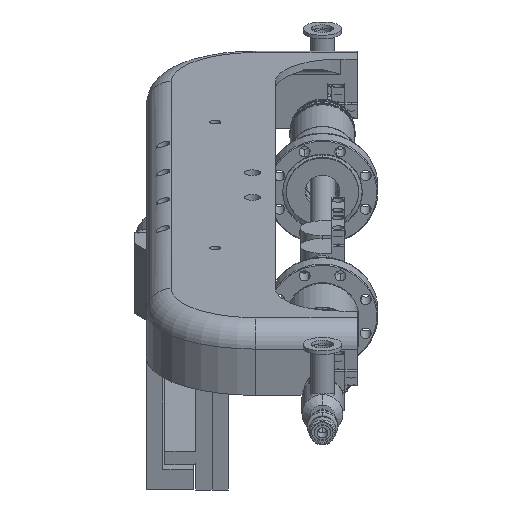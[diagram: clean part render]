
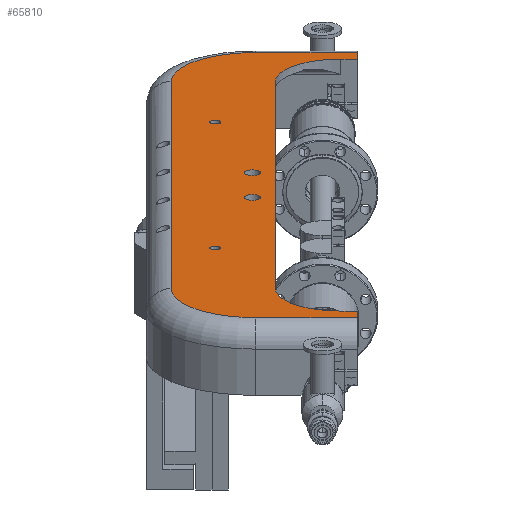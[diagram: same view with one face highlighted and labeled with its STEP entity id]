
A CAD part, front view. The second image highlights one B-rep face of the part: STEP entity #65810.
In plain terms, the highlighted face is planar.
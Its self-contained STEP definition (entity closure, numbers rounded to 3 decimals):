
#20260=CARTESIAN_POINT('',(370.236,184.15,
640.515));
#20270=VERTEX_POINT('',#20260);
#20300=CARTESIAN_POINT('',(0.,184.15,640.515));
#20310=DIRECTION('',(1.,0.,0.));
#20320=VECTOR('',#20310,1.);
#20330=LINE('',#20300,#20320);
#20340=CARTESIAN_POINT('',(382.873,184.15,
640.515));
#20350=VERTEX_POINT('',#20340);
#20360=EDGE_CURVE('',#20270,#20350,#20330,.T.);
#39700=CARTESIAN_POINT('',(382.873,198.882,
640.515));
#39710=VERTEX_POINT('',#39700);
#39740=CARTESIAN_POINT('',(0.,198.882,
640.515));
#39750=DIRECTION('',(1.,0.,0.));
#39760=VECTOR('',#39750,1.);
#39770=LINE('',#39740,#39760);
#39780=CARTESIAN_POINT('',(304.26,198.882,
640.515));
#39790=VERTEX_POINT('',#39780);
#39800=EDGE_CURVE('',#39790,#39710,#39770,.T.);
#39970=CARTESIAN_POINT('',(304.26,133.35,
640.515));
#39980=DIRECTION('',(0.,0.,1.));
#39990=DIRECTION('',(1.,0.,0.));
#40000=AXIS2_PLACEMENT_3D('',#39970,#39980,#39990);
#40010=CIRCLE('',#40000,65.532);
#40020=CARTESIAN_POINT('',(238.728,133.35,
640.515));
#40030=VERTEX_POINT('',#40020);
#40040=EDGE_CURVE('',#39790,#40030,#40010,.T.);
#52780=CARTESIAN_POINT('',(319.436,0.,640.515));
#52790=DIRECTION('',(0.,1.,0.));
#52800=VECTOR('',#52790,1.);
#52810=LINE('',#52780,#52800);
#52820=CARTESIAN_POINT('',(319.436,-335.28,
640.515));
#52830=VERTEX_POINT('',#52820);
#52840=CARTESIAN_POINT('',(319.436,133.35,
640.515));
#52850=VERTEX_POINT('',#52840);
#52860=EDGE_CURVE('',#52830,#52850,#52810,.T.);
#56870=CARTESIAN_POINT('',(382.873,-400.812,
640.515));
#56880=VERTEX_POINT('',#56870);
#56930=CARTESIAN_POINT('',(382.873,0.,640.515));
#56940=DIRECTION('',(0.,-1.,0.));
#56950=VECTOR('',#56940,1.);
#56960=LINE('',#56930,#56950);
#56970=CARTESIAN_POINT('',(382.873,-386.08,
640.515));
#56980=VERTEX_POINT('',#56970);
#56990=EDGE_CURVE('',#56980,#56880,#56960,.T.);
#58410=CARTESIAN_POINT('',(0.,-386.08,640.515));
#58420=DIRECTION('',(1.,0.,0.));
#58430=VECTOR('',#58420,1.);
#58440=LINE('',#58410,#58430);
#58450=CARTESIAN_POINT('',(370.236,-386.08,
640.515));
#58460=VERTEX_POINT('',#58450);
#58470=EDGE_CURVE('',#58460,#56980,#58440,.T.);
#59200=CARTESIAN_POINT('',(370.236,-335.28,
640.515));
#59210=DIRECTION('',(0.,0.,1.));
#59220=DIRECTION('',(0.,1.,0.));
#59230=AXIS2_PLACEMENT_3D('',#59200,#59210,#59220);
#59240=CIRCLE('',#59230,50.8);
#59250=EDGE_CURVE('',#52830,#58460,#59240,.T.);
#62060=CARTESIAN_POINT('',(238.727,-335.28,
640.515));
#62070=VERTEX_POINT('',#62060);
#62100=CARTESIAN_POINT('',(304.259,-335.28,
640.515));
#62110=DIRECTION('',(0.,0.,1.));
#62120=DIRECTION('',(0.,1.,0.));
#62130=AXIS2_PLACEMENT_3D('',#62100,#62110,#62120);
#62140=CIRCLE('',#62130,65.532);
#62150=CARTESIAN_POINT('',(304.259,-400.812,
640.515));
#62160=VERTEX_POINT('',#62150);
#62170=EDGE_CURVE('',#62070,#62160,#62140,.T.);
#62360=CARTESIAN_POINT('',(0.,-400.812,
640.515));
#62370=DIRECTION('',(1.,0.,0.));
#62380=VECTOR('',#62370,1.);
#62390=LINE('',#62360,#62380);
#62400=EDGE_CURVE('',#62160,#56880,#62390,.T.);
#63400=CARTESIAN_POINT('',(370.236,133.35,
640.515));
#63410=DIRECTION('',(0.,0.,1.));
#63420=DIRECTION('',(1.,0.,0.));
#63430=AXIS2_PLACEMENT_3D('',#63400,#63410,#63420);
#63440=CIRCLE('',#63430,50.8);
#63450=EDGE_CURVE('',#20270,#52850,#63440,.T.);
#64790=CARTESIAN_POINT('',(268.827,-243.459,
640.515));
#64800=VERTEX_POINT('',#64790);
#64830=CARTESIAN_POINT('',(273.018,-243.459,
640.515));
#64840=DIRECTION('',(0.,0.,-1.));
#64850=DIRECTION('',(1.,0.,0.));
#64860=AXIS2_PLACEMENT_3D('',#64830,#64840,#64850);
#64870=CIRCLE('',#64860,4.191);
#64880=CARTESIAN_POINT('',(277.209,-243.459,
640.515));
#64890=VERTEX_POINT('',#64880);
#64900=EDGE_CURVE('',#64800,#64890,#64870,.T.);
#65020=CARTESIAN_POINT('',(312.924,-415.594,
640.515));
#65030=DIRECTION('',(0.,0.,1.));
#65040=DIRECTION('',(0.,-1.,0.));
#65050=AXIS2_PLACEMENT_3D('',#65020,#65030,#65040);
#65060=PLANE('',#65050);
#65070=ORIENTED_EDGE('',*,*,#40040,.T.);
#65080=ORIENTED_EDGE('',*,*,#39800,.F.);
#65090=CARTESIAN_POINT('',(382.873,0.,640.515));
#65100=DIRECTION('',(0.,-1.,0.));
#65110=VECTOR('',#65100,1.);
#65120=LINE('',#65090,#65110);
#65130=EDGE_CURVE('',#39710,#20350,#65120,.T.);
#65140=ORIENTED_EDGE('',*,*,#65130,.F.);
#65150=ORIENTED_EDGE('',*,*,#20360,.T.);
#65160=ORIENTED_EDGE('',*,*,#63450,.F.);
#65170=ORIENTED_EDGE('',*,*,#52860,.T.);
#65180=ORIENTED_EDGE('',*,*,#59250,.F.);
#65190=ORIENTED_EDGE('',*,*,#58470,.F.);
#65200=ORIENTED_EDGE('',*,*,#56990,.F.);
#65210=ORIENTED_EDGE('',*,*,#62400,.T.);
#65220=ORIENTED_EDGE('',*,*,#62170,.T.);
#65230=CARTESIAN_POINT('',(238.728,0.,
640.515));
#65240=DIRECTION('',(0.,-1.,0.));
#65250=VECTOR('',#65240,1.);
#65260=LINE('',#65230,#65250);
#65270=EDGE_CURVE('',#40030,#62070,#65260,.T.);
#65280=ORIENTED_EDGE('',*,*,#65270,.T.);
#65290=EDGE_LOOP('',(#65280,#65220,#65210,#65200,#65190,#65180,#65170,
#65160,#65150,#65140,#65080,#65070));
#65300=FACE_OUTER_BOUND('',#65290,.T.);
#65310=CARTESIAN_POINT('',(301.72,-128.905,
640.515));
#65320=DIRECTION('',(0.,0.,-1.));
#65330=DIRECTION('',(1.,0.,0.));
#65340=AXIS2_PLACEMENT_3D('',#65310,#65320,#65330);
#65350=CIRCLE('',#65340,6.35);
#65360=CARTESIAN_POINT('',(308.07,-128.905,
640.515));
#65370=VERTEX_POINT('',#65360);
#65380=CARTESIAN_POINT('',(295.37,-128.905,
640.515));
#65390=VERTEX_POINT('',#65380);
#65400=EDGE_CURVE('',#65370,#65390,#65350,.T.);
#65410=ORIENTED_EDGE('',*,*,#65400,.T.);
#65420=EDGE_CURVE('',#65390,#65370,#65350,.T.);
#65430=ORIENTED_EDGE('',*,*,#65420,.T.);
#65440=EDGE_LOOP('',(#65430,#65410));
#65450=FACE_BOUND('',#65440,.T.);
#65460=EDGE_CURVE('',#64890,#64800,#64870,.T.);
#65470=ORIENTED_EDGE('',*,*,#65460,.T.);
#65480=ORIENTED_EDGE('',*,*,#64900,.T.);
#65490=EDGE_LOOP('',(#65480,#65470));
#65500=FACE_BOUND('',#65490,.T.);
#65510=CARTESIAN_POINT('',(301.72,-73.025,
640.515));
#65520=DIRECTION('',(0.,0.,1.));
#65530=DIRECTION('',(1.,0.,0.));
#65540=AXIS2_PLACEMENT_3D('',#65510,#65520,#65530);
#65550=CIRCLE('',#65540,6.35);
#65560=CARTESIAN_POINT('',(308.07,-73.025,
640.515));
#65570=VERTEX_POINT('',#65560);
#65580=CARTESIAN_POINT('',(295.37,-73.025,
640.515));
#65590=VERTEX_POINT('',#65580);
#65600=EDGE_CURVE('',#65570,#65590,#65550,.T.);
#65610=ORIENTED_EDGE('',*,*,#65600,.F.);
#65620=EDGE_CURVE('',#65590,#65570,#65550,.T.);
#65630=ORIENTED_EDGE('',*,*,#65620,.F.);
#65640=EDGE_LOOP('',(#65630,#65610));
#65650=FACE_BOUND('',#65640,.T.);
#65660=CARTESIAN_POINT('',(273.018,41.529,
640.515));
#65670=DIRECTION('',(0.,0.,1.));
#65680=DIRECTION('',(1.,0.,0.));
#65690=AXIS2_PLACEMENT_3D('',#65660,#65670,#65680);
#65700=CIRCLE('',#65690,4.191);
#65710=CARTESIAN_POINT('',(277.209,41.529,
640.515));
#65720=VERTEX_POINT('',#65710);
#65730=CARTESIAN_POINT('',(268.827,41.529,
640.515));
#65740=VERTEX_POINT('',#65730);
#65750=EDGE_CURVE('',#65720,#65740,#65700,.T.);
#65760=ORIENTED_EDGE('',*,*,#65750,.F.);
#65770=EDGE_CURVE('',#65740,#65720,#65700,.T.);
#65780=ORIENTED_EDGE('',*,*,#65770,.F.);
#65790=EDGE_LOOP('',(#65780,#65760));
#65800=FACE_BOUND('',#65790,.T.);
#65810=ADVANCED_FACE('',(#65300,#65450,#65500,#65650,#65800),#65060,.T.)
;
